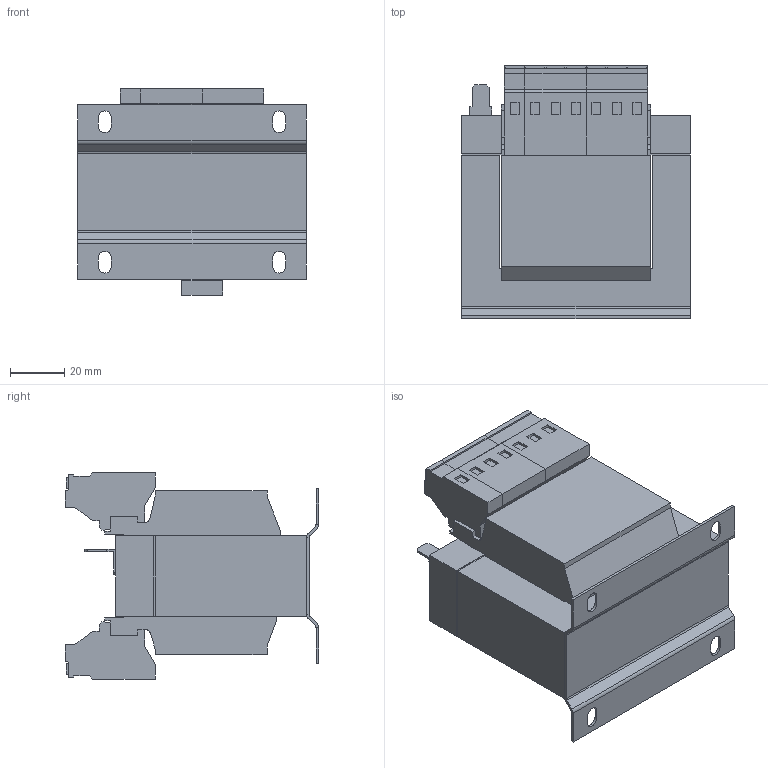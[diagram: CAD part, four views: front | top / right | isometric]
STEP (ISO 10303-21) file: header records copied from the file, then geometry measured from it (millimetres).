
FILE_DESCRIPTION (( 'STEP AP214' ), '1' );
FILE_NAME ('204959.STEP', '2020-07-06T11:24:08', ( '' ), ( '' ), 'SwSTEP 2.0', 'SolidWorks 2018', '' );
FILE_SCHEMA (( 'AUTOMOTIVE_DESIGN' ));
Length unit declared in the file: millimetre
Products named in the file (1): 204959
Bounding box: 84 x 93.05 x 75.7 mm (x, y, z)
Volume: 295815.4 mm3; surface area: 52198.4 mm2
Topology: 1 solids, 1 shells, 334 faces, 837 edges, 530 vertices
Faces by surface type: plane 294, cylinder 40
Entity records: 9789 total; most frequent: CARTESIAN_POINT 1702, ORIENTED_EDGE 1674, DIRECTION 1589, EDGE_CURVE 837, VECTOR 755, LINE 755, VERTEX_POINT 530, AXIS2_PLACEMENT_3D 417
